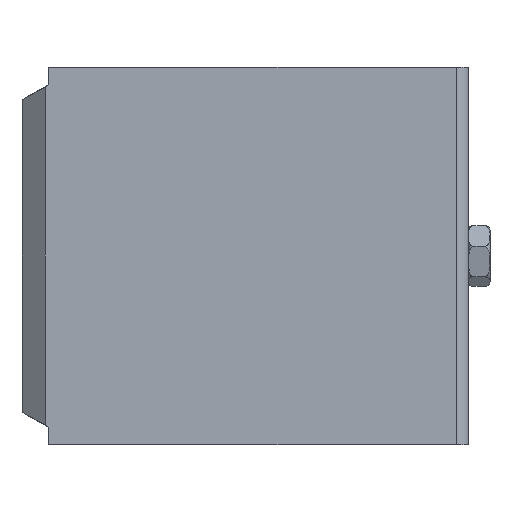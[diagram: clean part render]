
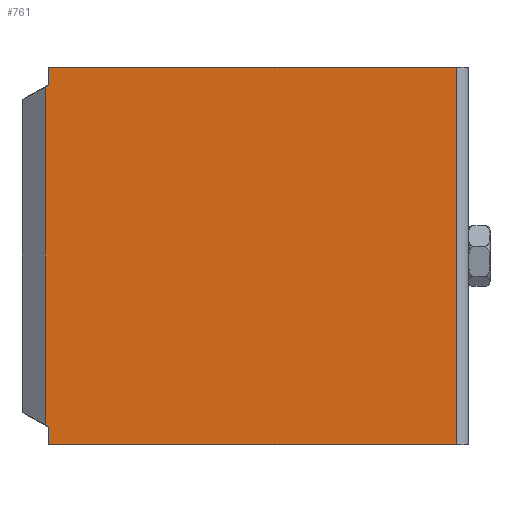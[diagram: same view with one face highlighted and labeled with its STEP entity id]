
A CAD part, left-side view. The second image highlights one B-rep face of the part: STEP entity #761.
In plain terms, the highlighted planar face has unit normal (-1, 0, 0).
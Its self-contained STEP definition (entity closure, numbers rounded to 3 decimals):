
#49=PLANE('',#828);
#83=LINE('',#4481,#138);
#88=LINE('',#4491,#143);
#92=LINE('',#4500,#147);
#97=LINE('',#4509,#152);
#103=LINE('',#4526,#158);
#106=LINE('',#4534,#161);
#107=LINE('',#4536,#162);
#108=LINE('',#4537,#163);
#138=VECTOR('',#944,10.);
#143=VECTOR('',#951,10.);
#147=VECTOR('',#957,10.);
#152=VECTOR('',#964,10.);
#158=VECTOR('',#984,10.);
#161=VECTOR('',#993,10.);
#162=VECTOR('',#994,10.);
#163=VECTOR('',#995,10.);
#202=FACE_OUTER_BOUND('',#250,.T.);
#250=EDGE_LOOP('',(#639,#640,#641,#642,#643,#644,#645,#646));
#349=VERTEX_POINT('',#4477);
#351=VERTEX_POINT('',#4480);
#355=VERTEX_POINT('',#4490);
#358=VERTEX_POINT('',#4497);
#359=VERTEX_POINT('',#4499);
#362=VERTEX_POINT('',#4507);
#366=VERTEX_POINT('',#4525);
#369=VERTEX_POINT('',#4535);
#438=EDGE_CURVE('',#351,#349,#83,.T.);
#443=EDGE_CURVE('',#355,#351,#88,.T.);
#447=EDGE_CURVE('',#359,#358,#92,.T.);
#452=EDGE_CURVE('',#358,#362,#97,.T.);
#460=EDGE_CURVE('',#366,#355,#103,.T.);
#465=EDGE_CURVE('',#359,#349,#106,.T.);
#466=EDGE_CURVE('',#362,#369,#107,.T.);
#467=EDGE_CURVE('',#369,#366,#108,.T.);
#639=ORIENTED_EDGE('',*,*,#438,.T.);
#640=ORIENTED_EDGE('',*,*,#465,.F.);
#641=ORIENTED_EDGE('',*,*,#447,.T.);
#642=ORIENTED_EDGE('',*,*,#452,.T.);
#643=ORIENTED_EDGE('',*,*,#466,.T.);
#644=ORIENTED_EDGE('',*,*,#467,.T.);
#645=ORIENTED_EDGE('',*,*,#460,.T.);
#646=ORIENTED_EDGE('',*,*,#443,.T.);
#761=ADVANCED_FACE('',(#202),#49,.T.);
#828=AXIS2_PLACEMENT_3D('',#4533,#991,#992);
#944=DIRECTION('',(0.,0.876,-0.482));
#951=DIRECTION('',(0.,0.,-1.));
#957=DIRECTION('',(0.,-0.876,-0.482));
#964=DIRECTION('',(0.,0.,-1.));
#984=DIRECTION('',(0.,1.,0.));
#991=DIRECTION('center_axis',(-1.,0.,0.));
#992=DIRECTION('ref_axis',(0.,0.,1.));
#993=DIRECTION('',(0.,0.,1.));
#994=DIRECTION('',(0.,-1.,0.));
#995=DIRECTION('',(0.,0.,1.));
#4477=CARTESIAN_POINT('',(-10.,40.001,31.364));
#4480=CARTESIAN_POINT('',(-10.,39.3,31.75));
#4481=CARTESIAN_POINT('',(-10.,26.91,38.564));
#4490=CARTESIAN_POINT('',(-10.,39.3,35.));
#4491=CARTESIAN_POINT('',(-10.,39.3,-1.625));
#4497=CARTESIAN_POINT('',(-10.,39.3,-31.75));
#4499=CARTESIAN_POINT('',(-10.,40.001,-31.364));
#4500=CARTESIAN_POINT('',(-10.,9.631,-48.068));
#4507=CARTESIAN_POINT('',(-10.,39.3,-35.));
#4509=CARTESIAN_POINT('',(-10.,39.3,-35.));
#4525=CARTESIAN_POINT('',(-10.,-36.2,35.));
#4526=CARTESIAN_POINT('',(-10.,40.001,35.));
#4533=CARTESIAN_POINT('Origin',(-10.,-36.2,-35.));
#4534=CARTESIAN_POINT('',(-10.,40.001,-35.));
#4535=CARTESIAN_POINT('',(-10.,-36.2,-35.));
#4536=CARTESIAN_POINT('',(-10.,40.001,-35.));
#4537=CARTESIAN_POINT('',(-10.,-36.2,-35.));
